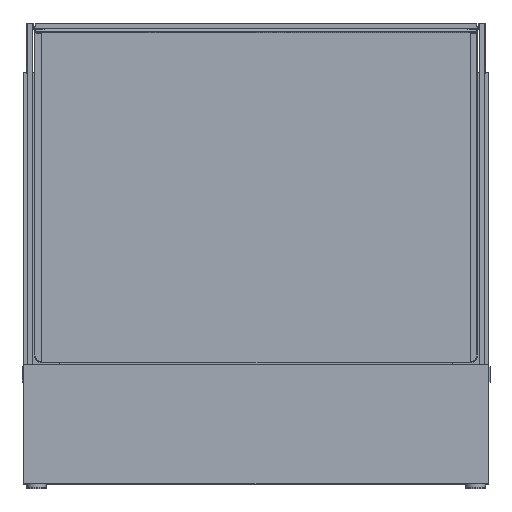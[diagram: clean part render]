
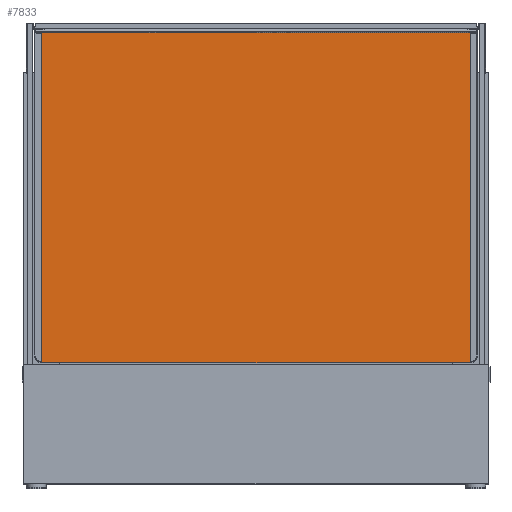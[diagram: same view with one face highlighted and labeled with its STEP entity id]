
A CAD part, top view. The second image highlights one B-rep face of the part: STEP entity #7833.
In plain terms, the highlighted planar face has unit normal (0, 0, 1).
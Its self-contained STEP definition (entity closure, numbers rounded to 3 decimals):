
#119 = ORIENTED_EDGE ( 'NONE', *, *, #7531, .T. ) ;
#251 = AXIS2_PLACEMENT_3D ( 'NONE', #3700, #6272, #7224 ) ;
#273 = VERTEX_POINT ( 'NONE', #4218 ) ;
#528 = EDGE_LOOP ( 'NONE', ( #7487, #709, #1787, #5441, #119, #6568 ) ) ;
#709 = ORIENTED_EDGE ( 'NONE', *, *, #3052, .T. ) ;
#1196 = CARTESIAN_POINT ( 'NONE',  ( 270.5, 153.4, 282.5 ) ) ;
#1344 = FACE_OUTER_BOUND ( 'NONE', #528, .T. ) ;
#1600 = CARTESIAN_POINT ( 'NONE',  ( -280.5, 572.4, 282.5 ) ) ;
#1690 = CIRCLE ( 'NONE', #9319, 10. ) ;
#1787 = ORIENTED_EDGE ( 'NONE', *, *, #6667, .T. ) ;
#3052 = EDGE_CURVE ( 'NONE', #8157, #8390, #6332, .T. ) ;
#3347 = CARTESIAN_POINT ( 'NONE',  ( -703.043, 572.4, 282.5 ) ) ;
#3364 = VECTOR ( 'NONE', #4243, 1000. ) ;
#3700 = CARTESIAN_POINT ( 'NONE',  ( -703.043, 572.4, 282.5 ) ) ;
#3749 = CARTESIAN_POINT ( 'NONE',  ( -270.5, 163.4, 282.5 ) ) ;
#3825 = EDGE_CURVE ( 'NONE', #9002, #8145, #1690, .T. ) ;
#3871 = DIRECTION ( 'NONE',  ( 0., 0., 1. ) ) ;
#4218 = CARTESIAN_POINT ( 'NONE',  ( 280.5, 572.4, 282.5 ) ) ;
#4243 = DIRECTION ( 'NONE',  ( 1., 0., 0. ) ) ;
#4244 = CARTESIAN_POINT ( 'NONE',  ( 280.5, 572.4, 282.5 ) ) ;
#4311 = EDGE_CURVE ( 'NONE', #7287, #273, #7774, .T. ) ;
#5191 = CARTESIAN_POINT ( 'NONE',  ( 270.5, 163.4, 282.5 ) ) ;
#5298 = CARTESIAN_POINT ( 'NONE',  ( -703.043, 153.4, 282.5 ) ) ;
#5441 = ORIENTED_EDGE ( 'NONE', *, *, #3825, .T. ) ;
#5515 = LINE ( 'NONE', #1600, #5784 ) ;
#5724 = CARTESIAN_POINT ( 'NONE',  ( -280.5, 572.4, 282.5 ) ) ;
#5784 = VECTOR ( 'NONE', #8367, 1000. ) ;
#5822 = EDGE_CURVE ( 'NONE', #8157, #7287, #5515, .T. ) ;
#5874 = LINE ( 'NONE', #5298, #7630 ) ;
#6272 = DIRECTION ( 'NONE',  ( 0., 0., -1. ) ) ;
#6332 = CIRCLE ( 'NONE', #9806, 10. ) ;
#6568 = ORIENTED_EDGE ( 'NONE', *, *, #4311, .F. ) ;
#6667 = EDGE_CURVE ( 'NONE', #8390, #9002, #5874, .T. ) ;
#6795 = DIRECTION ( 'NONE',  ( 0., 0., 1. ) ) ;
#7053 = VECTOR ( 'NONE', #7571, 1000. ) ;
#7118 = PLANE ( 'NONE',  #251 ) ;
#7224 = DIRECTION ( 'NONE',  ( 0., 1., 0. ) ) ;
#7287 = VERTEX_POINT ( 'NONE', #5724 ) ;
#7443 = CARTESIAN_POINT ( 'NONE',  ( -280.5, 163.4, 282.5 ) ) ;
#7487 = ORIENTED_EDGE ( 'NONE', *, *, #5822, .F. ) ;
#7531 = EDGE_CURVE ( 'NONE', #8145, #273, #10810, .T. ) ;
#7571 = DIRECTION ( 'NONE',  ( 0., 1., 0. ) ) ;
#7630 = VECTOR ( 'NONE', #10587, 1000. ) ;
#7774 = LINE ( 'NONE', #3347, #3364 ) ;
#7833 = ADVANCED_FACE ( 'NONE', ( #1344 ), #7118, .F. ) ;
#8026 = DIRECTION ( 'NONE',  ( 0., 1., 0. ) ) ;
#8145 = VERTEX_POINT ( 'NONE', #10888 ) ;
#8157 = VERTEX_POINT ( 'NONE', #7443 ) ;
#8367 = DIRECTION ( 'NONE',  ( 0., 1., 0. ) ) ;
#8390 = VERTEX_POINT ( 'NONE', #10374 ) ;
#9002 = VERTEX_POINT ( 'NONE', #1196 ) ;
#9319 = AXIS2_PLACEMENT_3D ( 'NONE', #5191, #6795, #10333 ) ;
#9806 = AXIS2_PLACEMENT_3D ( 'NONE', #3749, #3871, #8026 ) ;
#10333 = DIRECTION ( 'NONE',  ( 0., 1., 0. ) ) ;
#10374 = CARTESIAN_POINT ( 'NONE',  ( -270.5, 153.4, 282.5 ) ) ;
#10587 = DIRECTION ( 'NONE',  ( 1., 0., 0. ) ) ;
#10810 = LINE ( 'NONE', #4244, #7053 ) ;
#10888 = CARTESIAN_POINT ( 'NONE',  ( 280.5, 163.4, 282.5 ) ) ;
